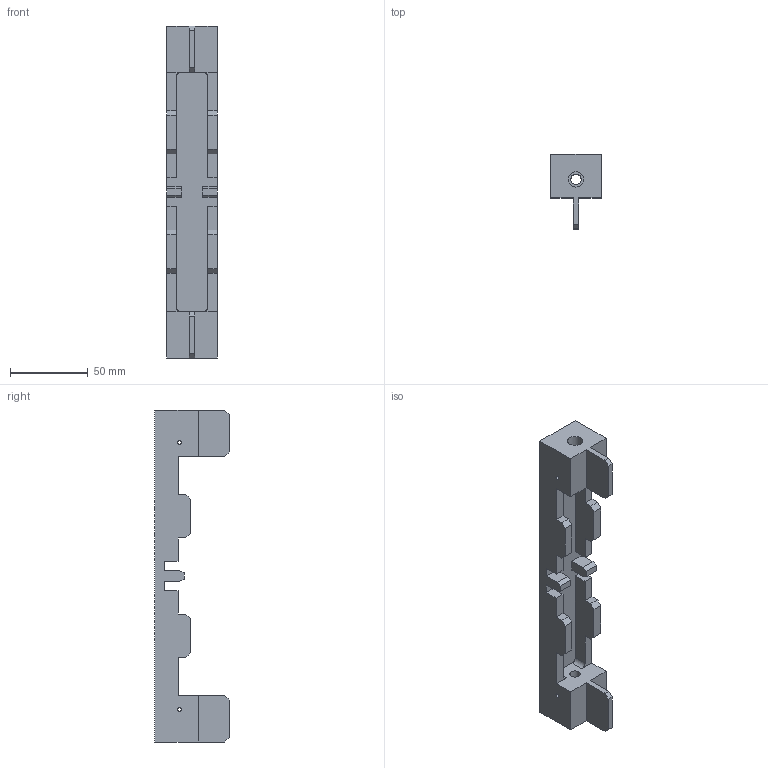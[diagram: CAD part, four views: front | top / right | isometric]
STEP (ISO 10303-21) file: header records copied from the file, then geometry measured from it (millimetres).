
FILE_DESCRIPTION( ( 'STEP AP203' ), '1' );
FILE_NAME( ' ', ' ', ( ' ' ), ( ' ' ), 'PSStep 10.0', ' ', ' ' );
FILE_SCHEMA( ( 'CONFIG_CONTROL_DESIGN' ) );
Length unit declared in the file: millimetre
Products named in the file (1): 1
Bounding box: 32.5 x 48 x 214 mm (x, y, z)
Volume: 106976.7 mm3; surface area: 34422 mm2
Topology: 1 solids, 1 shells, 84 faces, 246 edges, 164 vertices
Faces by surface type: plane 72, cylinder 12
Full cylindrical faces by diameter (mm): 2.5 x4, 6.8 x2, 10 x2
Entity records: 2934 total; most frequent: CARTESIAN_POINT 667, ORIENTED_EDGE 472, DIRECTION 418, EDGE_CURVE 236, LINE 208, VECTOR 208, VERTEX_POINT 164, EDGE_LOOP 106
